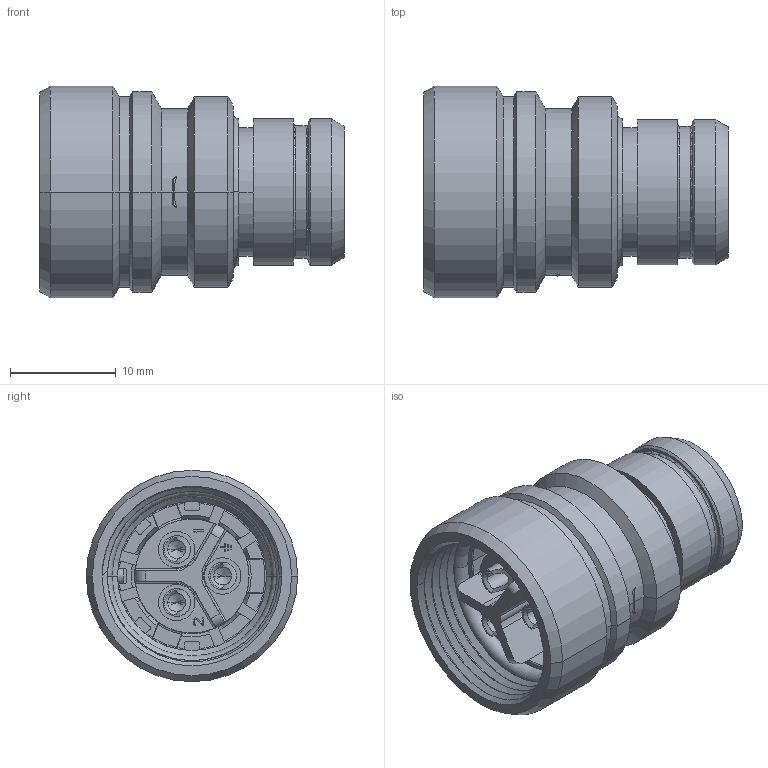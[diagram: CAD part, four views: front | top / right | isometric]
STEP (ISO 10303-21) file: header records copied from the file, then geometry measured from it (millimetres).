
FILE_DESCRIPTION((''),'2;1');
FILE_NAME('1331P193FZ','2024-07-17T16:24:57',('paultorloting'),('NET AG system integration'),'CREO PARAMETRIC BY PTC INC, 2021404','CREO PARAMETRIC BY PTC INC, 2021404','');
FILE_SCHEMA(('AUTOMOTIVE_DESIGN { 1 0 10303 214 1 1 1 1 }'));
Length unit declared in the file: millimetre
Products named in the file (1): 1331P193FZ
Bounding box: 28.8 x 20 x 20 mm (x, y, z)
Volume: 4110.8 mm3; surface area: 5864.4 mm2
Topology: 1 solids, 1 shells, 559 faces, 1437 edges, 926 vertices
Faces by surface type: plane 275, cylinder 155, cone 81, torus 44, bspline 4
Entity records: 22231 total; most frequent: CARTESIAN_POINT 6032, DIRECTION 2899, ORIENTED_EDGE 2862, EDGE_CURVE 1431, AXIS2_PLACEMENT_3D 1037, VERTEX_POINT 926, VECTOR 822, LINE 822
